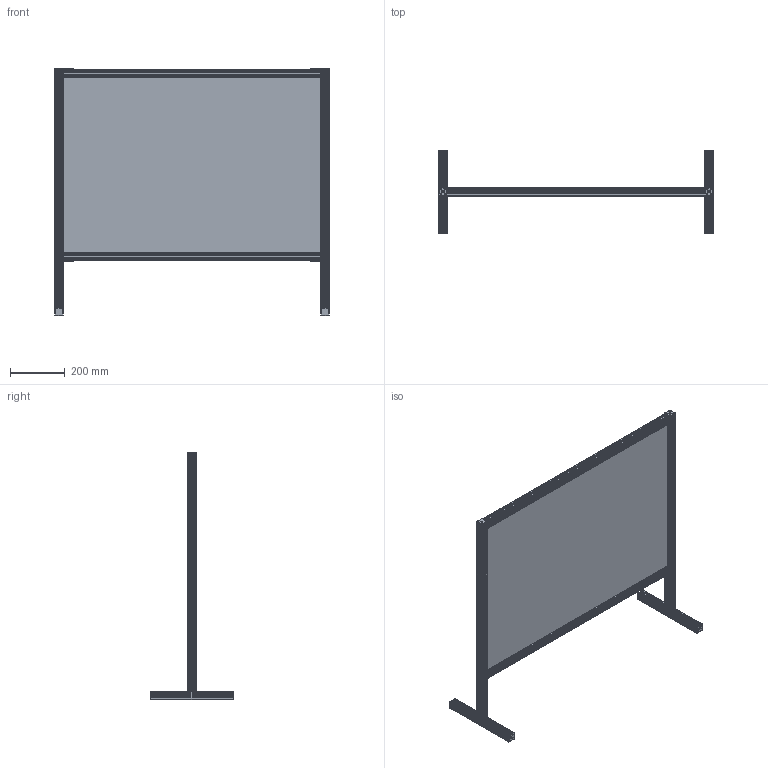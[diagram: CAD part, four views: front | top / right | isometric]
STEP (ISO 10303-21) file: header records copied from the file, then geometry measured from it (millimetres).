
FILE_DESCRIPTION(/* description */ ('BxHxT: 1000mm x 900mm x 300 mm'),/* implementation_level */ '2;1');
FILE_NAME(/* name */ '290130-0.step',/* time_stamp */ '2021-09-06T08:19:48+02:00',/* author */ ('Molter'),/* organization */ (''),/* preprocessor_version */ 'ST-DEVELOPER v18.1',/* originating_system */ 'Autodesk Inventor 2021',/* authorisation */ '');
FILE_SCHEMA (('AUTOMOTIVE_DESIGN { 1 0 10303 214 3 1 1 }'));
Length unit declared in the file: millimetre
Products named in the file (8): MTW_1-00075600; 22-1035-1FZ.002; 22-1182-1FZ.000; MTW_1-00075477; MTW_1-00075480; MTW_1-00075601; leer; MTW_1-00124433
Assembly tree (19 placements, depth 2):
  MTW_1-00075600
    22-1035-1FZ.002  x6
    22-1182-1FZ.000  x4
    MTW_1-00075477  x2
    MTW_1-00075480  x2
    MTW_1-00075601  x2
    leer  x2
    MTW_1-00124433
Bounding box: 1000 x 306 x 903 mm (x, y, z)
Volume: 3645109.2 mm3; surface area: 2944431.5 mm2
Topology: 19 solids, 19 shells, 1602 faces, 4524 edges, 2968 vertices
Faces by surface type: plane 878, cylinder 644, cone 40, sphere 24, torus 16
Full cylindrical faces by diameter (mm): 8 x2, 9 x4, 13 x2
Entity records: 22368 total; most frequent: CARTESIAN_POINT 4273, ORIENTED_EDGE 3664, DIRECTION 3618, EDGE_CURVE 1832, LINE 1238, VECTOR 1238, VERTEX_POINT 1216, AXIS2_PLACEMENT_3D 1190
